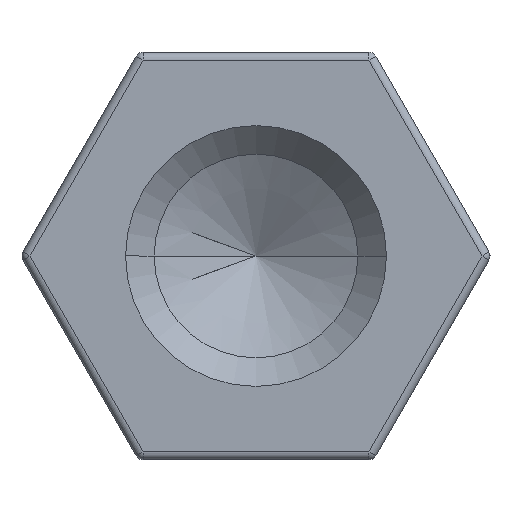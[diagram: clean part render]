
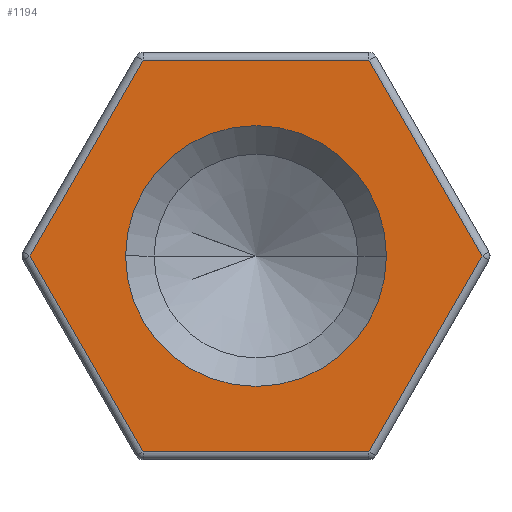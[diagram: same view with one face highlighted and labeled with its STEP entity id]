
A CAD part, left-side view. The second image highlights one B-rep face of the part: STEP entity #1194.
In plain terms, the highlighted planar face has unit normal (-1, 0, 0).
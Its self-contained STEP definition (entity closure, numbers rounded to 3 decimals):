
#1 = CARTESIAN_POINT ( 'NONE',  ( 0., 0., 0. ) ) ;
#5 = AXIS2_PLACEMENT_3D ( 'NONE', #536, #533, #526 ) ;
#32 = DIRECTION ( 'NONE',  ( 0., -0.5, 0.866 ) ) ;
#50 = DIRECTION ( 'NONE',  ( 0., 1., 0. ) ) ;
#52 = DIRECTION ( 'NONE',  ( 1., 0., 0. ) ) ;
#56 = CARTESIAN_POINT ( 'NONE',  ( 0., 0., 0. ) ) ;
#69 = CARTESIAN_POINT ( 'NONE',  ( 0., -2.078, -1.2 ) ) ;
#114 = DIRECTION ( 'NONE',  ( 0., -1., 0. ) ) ;
#115 = CARTESIAN_POINT ( 'NONE',  ( 0., 0., -2.4 ) ) ;
#120 = DIRECTION ( 'NONE',  ( 1., 0., 0. ) ) ;
#131 = FACE_OUTER_BOUND ( 'NONE', #599, .T. ) ;
#144 = VECTOR ( 'NONE', #114, 1000. ) ;
#156 = LINE ( 'NONE', #115, #144 ) ;
#161 = CIRCLE ( 'NONE', #979, 1.6 ) ;
#176 = CARTESIAN_POINT ( 'NONE',  ( 0., 2.771, 0. ) ) ;
#206 = VECTOR ( 'NONE', #32, 1000. ) ;
#210 = LINE ( 'NONE', #69, #206 ) ;
#227 = VECTOR ( 'NONE', #517, 1000. ) ;
#230 = LINE ( 'NONE', #1328, #227 ) ;
#269 = VECTOR ( 'NONE', #1344, 1000. ) ;
#272 = LINE ( 'NONE', #1347, #269 ) ;
#282 = DIRECTION ( 'NONE',  ( 0., 1., 0. ) ) ;
#283 = CARTESIAN_POINT ( 'NONE',  ( 0., 0., 2.4 ) ) ;
#413 = EDGE_CURVE ( 'NONE', #727, #561, #272, .T. ) ;
#415 = VERTEX_POINT ( 'NONE', #1358 ) ;
#466 = ORIENTED_EDGE ( 'NONE', *, *, #1375, .T. ) ;
#488 = ORIENTED_EDGE ( 'NONE', *, *, #1239, .T. ) ;
#490 = ORIENTED_EDGE ( 'NONE', *, *, #498, .T. ) ;
#493 = ORIENTED_EDGE ( 'NONE', *, *, #413, .T. ) ;
#498 = EDGE_CURVE ( 'NONE', #901, #727, #230, .T. ) ;
#505 = ORIENTED_EDGE ( 'NONE', *, *, #656, .T. ) ;
#517 = DIRECTION ( 'NONE',  ( 0., 0.5, -0.866 ) ) ;
#522 = VERTEX_POINT ( 'NONE', #1289 ) ;
#526 = DIRECTION ( 'NONE',  ( 0., 1., 0. ) ) ;
#533 = DIRECTION ( 'NONE',  ( 1., 0., 0. ) ) ;
#536 = CARTESIAN_POINT ( 'NONE',  ( 0., 0., 0. ) ) ;
#561 = VERTEX_POINT ( 'NONE', #752 ) ;
#567 = ORIENTED_EDGE ( 'NONE', *, *, #576, .T. ) ;
#569 = PLANE ( 'NONE',  #5 ) ;
#571 = ORIENTED_EDGE ( 'NONE', *, *, #1303, .T. ) ;
#576 = EDGE_CURVE ( 'NONE', #1101, #522, #210, .T. ) ;
#582 = ORIENTED_EDGE ( 'NONE', *, *, #648, .T. ) ;
#599 = EDGE_LOOP ( 'NONE', ( #466, #488, #490, #493, #505, #567 ) ) ;
#643 = VERTEX_POINT ( 'NONE', #898 ) ;
#648 = EDGE_CURVE ( 'NONE', #415, #1034, #161, .T. ) ;
#656 = EDGE_CURVE ( 'NONE', #561, #1101, #156, .T. ) ;
#697 = DIRECTION ( 'NONE',  ( 0., 0.5, 0.866 ) ) ;
#727 = VERTEX_POINT ( 'NONE', #176 ) ;
#752 = CARTESIAN_POINT ( 'NONE',  ( 0., 1.386, -2.4 ) ) ;
#788 = FACE_BOUND ( 'NONE', #1069, .T. ) ;
#803 = LINE ( 'NONE', #283, #1322 ) ;
#898 = CARTESIAN_POINT ( 'NONE',  ( 0., -1.386, 2.4 ) ) ;
#901 = VERTEX_POINT ( 'NONE', #967 ) ;
#967 = CARTESIAN_POINT ( 'NONE',  ( 0., 1.386, 2.4 ) ) ;
#979 = AXIS2_PLACEMENT_3D ( 'NONE', #1, #120, #1237 ) ;
#995 = CIRCLE ( 'NONE', #1266, 1.6 ) ;
#1008 = LINE ( 'NONE', #1288, #1040 ) ;
#1034 = VERTEX_POINT ( 'NONE', #1236 ) ;
#1040 = VECTOR ( 'NONE', #697, 1000. ) ;
#1063 = CARTESIAN_POINT ( 'NONE',  ( 0., -1.386, -2.4 ) ) ;
#1069 = EDGE_LOOP ( 'NONE', ( #571, #582 ) ) ;
#1101 = VERTEX_POINT ( 'NONE', #1063 ) ;
#1194 = ADVANCED_FACE ( 'NONE', ( #131, #788 ), #569, .F. ) ;
#1236 = CARTESIAN_POINT ( 'NONE',  ( 0., 1.6, 0. ) ) ;
#1237 = DIRECTION ( 'NONE',  ( 0., 1., 0. ) ) ;
#1239 = EDGE_CURVE ( 'NONE', #643, #901, #803, .T. ) ;
#1266 = AXIS2_PLACEMENT_3D ( 'NONE', #56, #52, #50 ) ;
#1288 = CARTESIAN_POINT ( 'NONE',  ( 0., -2.078, 1.2 ) ) ;
#1289 = CARTESIAN_POINT ( 'NONE',  ( 0., -2.771, 0. ) ) ;
#1303 = EDGE_CURVE ( 'NONE', #1034, #415, #995, .T. ) ;
#1322 = VECTOR ( 'NONE', #282, 1000. ) ;
#1328 = CARTESIAN_POINT ( 'NONE',  ( 0., 2.078, 1.2 ) ) ;
#1344 = DIRECTION ( 'NONE',  ( 0., -0.5, -0.866 ) ) ;
#1347 = CARTESIAN_POINT ( 'NONE',  ( 0., 2.078, -1.2 ) ) ;
#1358 = CARTESIAN_POINT ( 'NONE',  ( 0., -1.6, 0. ) ) ;
#1375 = EDGE_CURVE ( 'NONE', #522, #643, #1008, .T. ) ;
